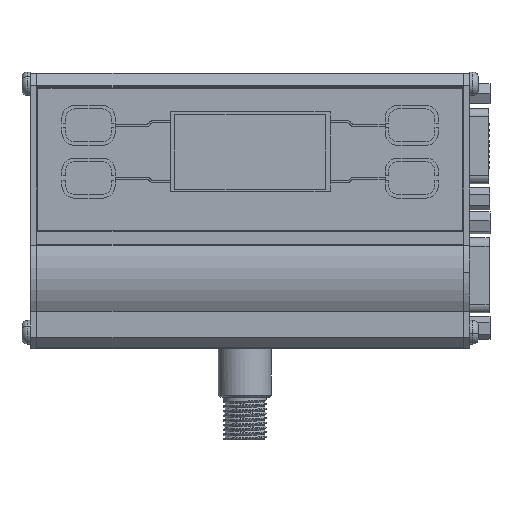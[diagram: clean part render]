
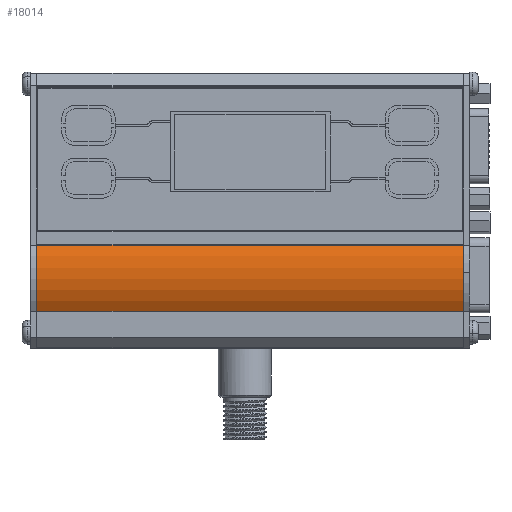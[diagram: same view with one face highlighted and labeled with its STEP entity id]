
A CAD part, top view. The second image highlights one B-rep face of the part: STEP entity #18014.
In plain terms, the highlighted cylindrical face has radius 16.573 mm (diameter 33.147 mm), a partial arc.
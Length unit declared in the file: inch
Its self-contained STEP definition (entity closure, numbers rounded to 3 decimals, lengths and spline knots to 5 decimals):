
#699 = DIRECTION ( 'NONE',  ( -1., 0., 0. ) ) ;
#2314 = CARTESIAN_POINT ( 'NONE',  ( 2., -0.36052, 0.54253 ) ) ;
#2319 = CARTESIAN_POINT ( 'NONE',  ( 2., 0.25565, 0.60118 ) ) ;
#2736 = VERTEX_POINT ( 'NONE', #5483 ) ;
#4769 = AXIS2_PLACEMENT_3D ( 'NONE', #17578, #699, #20442 ) ;
#5483 = CARTESIAN_POINT ( 'NONE',  ( -2., 0.25565, 0.60118 ) ) ;
#5871 = CARTESIAN_POINT ( 'NONE',  ( -2., -0.36052, 0.54253 ) ) ;
#5989 = CIRCLE ( 'NONE', #4769, 0.6525 ) ;
#6591 = EDGE_CURVE ( 'NONE', #35758, #2736, #27861, .T. ) ;
#7319 = LINE ( 'NONE', #8100, #30788 ) ;
#8100 = CARTESIAN_POINT ( 'NONE',  ( -2., 0.25565, 0.60118 ) ) ;
#9192 = ORIENTED_EDGE ( 'NONE', *, *, #14941, .T. ) ;
#11082 = DIRECTION ( 'NONE',  ( -1., 0., 0. ) ) ;
#11833 = VERTEX_POINT ( 'NONE', #2314 ) ;
#12013 = AXIS2_PLACEMENT_3D ( 'NONE', #14130, #22788, #20061 ) ;
#13973 = VECTOR ( 'NONE', #20080, 39.37008 ) ;
#14130 = CARTESIAN_POINT ( 'NONE',  ( -2., 0.002, 0. ) ) ;
#14888 = LINE ( 'NONE', #5871, #13973 ) ;
#14941 = EDGE_CURVE ( 'NONE', #11833, #27336, #5989, .T. ) ;
#15490 = ORIENTED_EDGE ( 'NONE', *, *, #20283, .T. ) ;
#15499 = FACE_OUTER_BOUND ( 'NONE', #16150, .T. ) ;
#16150 = EDGE_LOOP ( 'NONE', ( #9192, #17304, #24110, #15490 ) ) ;
#17304 = ORIENTED_EDGE ( 'NONE', *, *, #27391, .F. ) ;
#17578 = CARTESIAN_POINT ( 'NONE',  ( 2., 0.002, 0. ) ) ;
#18014 = ADVANCED_FACE ( 'NONE', ( #15499 ), #19475, .T. ) ;
#19475 = CYLINDRICAL_SURFACE ( 'NONE', #12013, 0.6525 ) ;
#20061 = DIRECTION ( 'NONE',  ( 0., 0., -1. ) ) ;
#20080 = DIRECTION ( 'NONE',  ( 1., 0., 0. ) ) ;
#20243 = CARTESIAN_POINT ( 'NONE',  ( -2., -0.36052, 0.54253 ) ) ;
#20283 = EDGE_CURVE ( 'NONE', #35758, #11833, #14888, .T. ) ;
#20442 = DIRECTION ( 'NONE',  ( 0., 0., 1. ) ) ;
#22788 = DIRECTION ( 'NONE',  ( 1., 0., 0. ) ) ;
#24110 = ORIENTED_EDGE ( 'NONE', *, *, #6591, .F. ) ;
#24919 = DIRECTION ( 'NONE',  ( 1., 0., 0. ) ) ;
#26534 = AXIS2_PLACEMENT_3D ( 'NONE', #28058, #11082, #30898 ) ;
#27336 = VERTEX_POINT ( 'NONE', #2319 ) ;
#27391 = EDGE_CURVE ( 'NONE', #2736, #27336, #7319, .T. ) ;
#27861 = CIRCLE ( 'NONE', #26534, 0.6525 ) ;
#28058 = CARTESIAN_POINT ( 'NONE',  ( -2., 0.002, 0. ) ) ;
#30788 = VECTOR ( 'NONE', #24919, 39.37008 ) ;
#30898 = DIRECTION ( 'NONE',  ( 0., 0., 1. ) ) ;
#35758 = VERTEX_POINT ( 'NONE', #20243 ) ;
